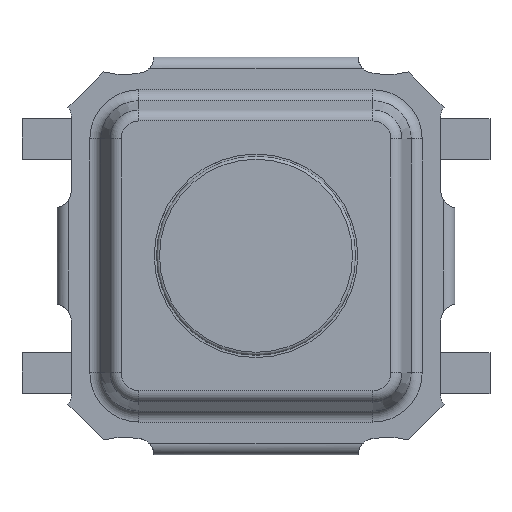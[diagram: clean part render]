
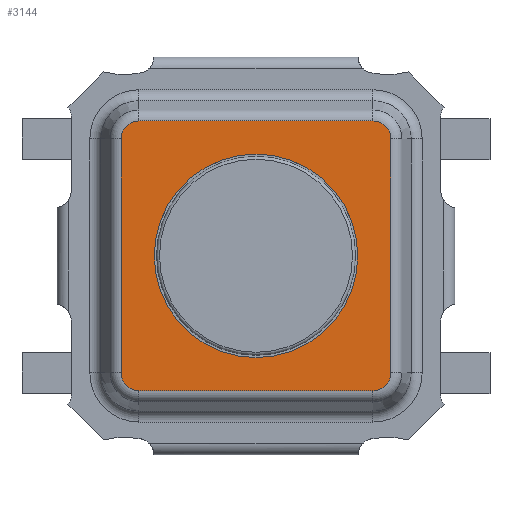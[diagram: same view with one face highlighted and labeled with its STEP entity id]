
A CAD part, top view. The second image highlights one B-rep face of the part: STEP entity #3144.
In plain terms, the highlighted planar face has unit normal (0, 0, 1).
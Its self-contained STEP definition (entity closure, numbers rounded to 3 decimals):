
#46=FACE_BOUND('',#436,.T.);
#95=PLANE('',#3460);
#254=FACE_OUTER_BOUND('',#435,.T.);
#435=EDGE_LOOP('',(#2562,#2563,#2564,#2565,#2566,#2567,#2568,#2569));
#436=EDGE_LOOP('',(#2570));
#692=LINE('',#5190,#1006);
#694=LINE('',#5201,#1008);
#696=LINE('',#5213,#1010);
#697=LINE('',#5222,#1011);
#1006=VECTOR('',#4127,10.);
#1008=VECTOR('',#4141,10.);
#1010=VECTOR('',#4155,10.);
#1011=VECTOR('',#4168,10.);
#1212=CIRCLE('',#3377,0.87);
#1254=CIRCLE('',#3442,0.153);
#1258=CIRCLE('',#3448,0.153);
#1262=CIRCLE('',#3454,0.153);
#1264=CIRCLE('',#3458,0.153);
#1433=VERTEX_POINT('',#4940);
#1489=VERTEX_POINT('',#5187);
#1490=VERTEX_POINT('',#5189);
#1491=VERTEX_POINT('',#5193);
#1492=VERTEX_POINT('',#5197);
#1494=VERTEX_POINT('',#5203);
#1496=VERTEX_POINT('',#5209);
#1498=VERTEX_POINT('',#5215);
#1499=VERTEX_POINT('',#5220);
#1796=EDGE_CURVE('',#1433,#1433,#1212,.T.);
#1877=EDGE_CURVE('',#1489,#1490,#692,.T.);
#1880=EDGE_CURVE('',#1490,#1491,#1254,.T.);
#1883=EDGE_CURVE('',#1491,#1492,#694,.T.);
#1886=EDGE_CURVE('',#1492,#1494,#1258,.T.);
#1889=EDGE_CURVE('',#1494,#1496,#696,.T.);
#1892=EDGE_CURVE('',#1496,#1498,#1262,.T.);
#1894=EDGE_CURVE('',#1498,#1499,#697,.T.);
#1895=EDGE_CURVE('',#1499,#1489,#1264,.T.);
#2562=ORIENTED_EDGE('',*,*,#1877,.F.);
#2563=ORIENTED_EDGE('',*,*,#1895,.F.);
#2564=ORIENTED_EDGE('',*,*,#1894,.F.);
#2565=ORIENTED_EDGE('',*,*,#1892,.F.);
#2566=ORIENTED_EDGE('',*,*,#1889,.F.);
#2567=ORIENTED_EDGE('',*,*,#1886,.F.);
#2568=ORIENTED_EDGE('',*,*,#1883,.F.);
#2569=ORIENTED_EDGE('',*,*,#1880,.F.);
#2570=ORIENTED_EDGE('',*,*,#1796,.T.);
#3144=ADVANCED_FACE('',(#254,#46),#95,.T.);
#3377=AXIS2_PLACEMENT_3D('',#4942,#3970,#3971);
#3442=AXIS2_PLACEMENT_3D('',#5195,#4134,#4135);
#3448=AXIS2_PLACEMENT_3D('',#5207,#4148,#4149);
#3454=AXIS2_PLACEMENT_3D('',#5218,#4162,#4163);
#3458=AXIS2_PLACEMENT_3D('',#5224,#4171,#4172);
#3460=AXIS2_PLACEMENT_3D('',#5227,#4176,#4177);
#3970=DIRECTION('center_axis',(0.,0.,-1.));
#3971=DIRECTION('ref_axis',(-1.,0.,0.));
#4127=DIRECTION('',(1.,0.,0.));
#4134=DIRECTION('center_axis',(0.,0.,-1.));
#4135=DIRECTION('ref_axis',(0.707,0.707,0.));
#4141=DIRECTION('',(0.,-1.,0.));
#4148=DIRECTION('center_axis',(0.,0.,-1.));
#4149=DIRECTION('ref_axis',(0.707,-0.707,0.));
#4155=DIRECTION('',(-1.,0.,0.));
#4162=DIRECTION('center_axis',(0.,0.,-1.));
#4163=DIRECTION('ref_axis',(-0.707,-0.707,0.));
#4168=DIRECTION('',(0.,1.,0.));
#4171=DIRECTION('center_axis',(0.,0.,-1.));
#4172=DIRECTION('ref_axis',(-0.707,0.707,0.));
#4176=DIRECTION('center_axis',(0.,0.,1.));
#4177=DIRECTION('ref_axis',(-1.,0.,0.));
#4940=CARTESIAN_POINT('',(0.87,0.,1.35));
#4942=CARTESIAN_POINT('Origin',(0.,0.,1.35));
#5187=CARTESIAN_POINT('',(-1.,1.153,1.35));
#5189=CARTESIAN_POINT('',(1.,1.153,1.35));
#5190=CARTESIAN_POINT('',(-0.5,1.153,1.35));
#5193=CARTESIAN_POINT('',(1.153,1.,1.35));
#5195=CARTESIAN_POINT('Origin',(1.,1.,1.35));
#5197=CARTESIAN_POINT('',(1.153,-1.,1.35));
#5201=CARTESIAN_POINT('',(1.153,0.5,1.35));
#5203=CARTESIAN_POINT('',(1.,-1.153,1.35));
#5207=CARTESIAN_POINT('Origin',(1.,-1.,1.35));
#5209=CARTESIAN_POINT('',(-1.,-1.153,1.35));
#5213=CARTESIAN_POINT('',(0.5,-1.153,1.35));
#5215=CARTESIAN_POINT('',(-1.153,-1.,1.35));
#5218=CARTESIAN_POINT('Origin',(-1.,-1.,1.35));
#5220=CARTESIAN_POINT('',(-1.153,1.,1.35));
#5222=CARTESIAN_POINT('',(-1.153,-0.5,1.35));
#5224=CARTESIAN_POINT('Origin',(-1.,1.,1.35));
#5227=CARTESIAN_POINT('Origin',(0.,0.,1.35));
